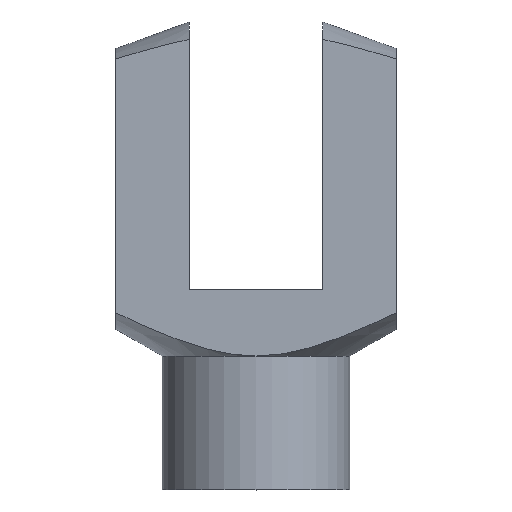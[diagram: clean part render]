
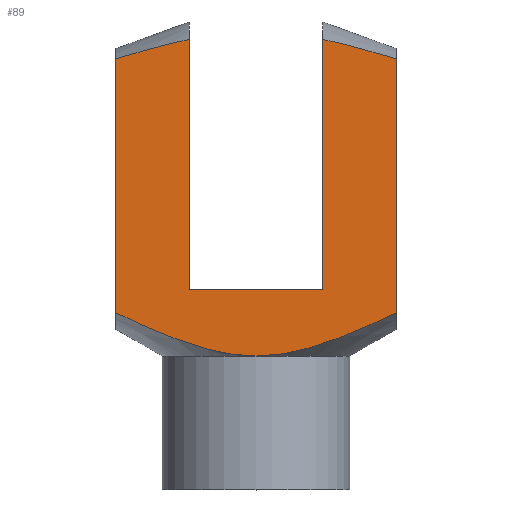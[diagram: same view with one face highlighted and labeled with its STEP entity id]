
A CAD part, top view. The second image highlights one B-rep face of the part: STEP entity #89.
In plain terms, the highlighted planar face has unit normal (0, 0, 1).
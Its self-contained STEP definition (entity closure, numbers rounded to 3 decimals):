
#89 = ADVANCED_FACE( '', ( #131 ), #132, .T. );
#131 = FACE_OUTER_BOUND( '', #176, .T. );
#132 = PLANE( '', #177 );
#176 = EDGE_LOOP( '', ( #279, #280, #281, #282, #283, #284, #285, #286, #287 ) );
#177 = AXIS2_PLACEMENT_3D( '', #288, #289, #290 );
#279 = ORIENTED_EDGE( '', *, *, #306, .T. );
#280 = ORIENTED_EDGE( '', *, *, #339, .T. );
#281 = ORIENTED_EDGE( '', *, *, #340, .F. );
#282 = ORIENTED_EDGE( '', *, *, #327, .T. );
#283 = ORIENTED_EDGE( '', *, *, #335, .F. );
#284 = ORIENTED_EDGE( '', *, *, #332, .F. );
#285 = ORIENTED_EDGE( '', *, *, #337, .F. );
#286 = ORIENTED_EDGE( '', *, *, #324, .T. );
#287 = ORIENTED_EDGE( '', *, *, #319, .F. );
#288 = CARTESIAN_POINT( '', ( 47., 30., 21. ) );
#289 = DIRECTION( '', ( 0., 0., 1. ) );
#290 = DIRECTION( '', ( 1., 0., 0. ) );
#306 = EDGE_CURVE( '', #342, #343, #344, .T. );
#319 = EDGE_CURVE( '', #342, #367, #368, .T. );
#324 = EDGE_CURVE( '', #375, #367, #376, .T. );
#327 = EDGE_CURVE( '', #380, #378, #381, .T. );
#332 = EDGE_CURVE( '', #387, #389, #390, .T. );
#335 = EDGE_CURVE( '', #389, #378, #394, .T. );
#337 = EDGE_CURVE( '', #375, #387, #397, .T. );
#339 = EDGE_CURVE( '', #343, #400, #401, .T. );
#340 = EDGE_CURVE( '', #380, #400, #402, .T. );
#342 = VERTEX_POINT( '', #404 );
#343 = VERTEX_POINT( '', #405 );
#344 = B_SPLINE_CURVE_WITH_KNOTS( '', 3, ( #406, #407, #408, #409, #410, #411, #412, #413, #414, #415, #416, #417 ), .UNSPECIFIED., .F., .F., ( 4, 2, 2, 2, 2, 4 ), ( 0.031, 0.04, 0.048, 0.056, 0.061, 0.065 ), .UNSPECIFIED. );
#367 = VERTEX_POINT( '', #492 );
#368 = LINE( '', #493, #494 );
#375 = VERTEX_POINT( '', #514 );
#376 = B_SPLINE_CURVE_WITH_KNOTS( '', 3, ( #515, #516, #517, #518, #519, #520 ), .UNSPECIFIED., .F., .F., ( 4, 2, 4 ), ( 0.016, 0.024, 0.033 ), .UNSPECIFIED. );
#378 = VERTEX_POINT( '', #543 );
#380 = VERTEX_POINT( '', #566 );
#381 = B_SPLINE_CURVE_WITH_KNOTS( '', 3, ( #567, #568, #569, #570, #571, #572, #573, #574 ), .UNSPECIFIED., .F., .F., ( 4, 2, 2, 4 ), ( 0.014, 0.023, 0.027, 0.031 ), .UNSPECIFIED. );
#387 = VERTEX_POINT( '', #591 );
#389 = VERTEX_POINT( '', #594 );
#390 = LINE( '', #595, #596 );
#394 = LINE( '', #601, #602 );
#397 = LINE( '', #605, #606 );
#400 = VERTEX_POINT( '', #609 );
#401 = B_SPLINE_CURVE_WITH_KNOTS( '', 3, ( #610, #611, #612, #613, #614, #615, #616, #617, #618, #619, #620, #621 ), .UNSPECIFIED., .F., .F., ( 4, 2, 2, 2, 2, 4 ), ( 0.065, 0.069, 0.073, 0.081, 0.09, 0.098 ), .UNSPECIFIED. );
#402 = LINE( '', #622, #623 );
#404 = CARTESIAN_POINT( '', ( -31.5, 39.733, 21. ) );
#405 = CARTESIAN_POINT( '', ( 0., 30., 21. ) );
#406 = CARTESIAN_POINT( '', ( -31.5, 39.733, 21. ) );
#407 = CARTESIAN_POINT( '', ( -28.999, 38.532, 21. ) );
#408 = CARTESIAN_POINT( '', ( -26.479, 37.363, 21. ) );
#409 = CARTESIAN_POINT( '', ( -21.392, 35.156, 21. ) );
#410 = CARTESIAN_POINT( '', ( -18.826, 34.115, 21. ) );
#411 = CARTESIAN_POINT( '', ( -13.609, 32.274, 21. ) );
#412 = CARTESIAN_POINT( '', ( -10.958, 31.472, 21. ) );
#413 = CARTESIAN_POINT( '', ( -6.861, 30.609, 21. ) );
#414 = CARTESIAN_POINT( '', ( -5.489, 30.383, 21. ) );
#415 = CARTESIAN_POINT( '', ( -2.747, 30.079, 21. ) );
#416 = CARTESIAN_POINT( '', ( -1.375, 30., 21. ) );
#417 = CARTESIAN_POINT( '', ( 0., 30., 21. ) );
#492 = CARTESIAN_POINT( '', ( -31.5, 96.68, 21. ) );
#493 = CARTESIAN_POINT( '', ( -31.5, 30., 21. ) );
#494 = VECTOR( '', #651, 1000. );
#514 = CARTESIAN_POINT( '', ( -15., 101.067, 21. ) );
#515 = CARTESIAN_POINT( '', ( -15., 101.067, 21. ) );
#516 = CARTESIAN_POINT( '', ( -17.777, 100.479, 21. ) );
#517 = CARTESIAN_POINT( '', ( -20.541, 99.789, 21. ) );
#518 = CARTESIAN_POINT( '', ( -26.04, 98.302, 21. ) );
#519 = CARTESIAN_POINT( '', ( -28.775, 97.506, 21. ) );
#520 = CARTESIAN_POINT( '', ( -31.5, 96.68, 21. ) );
#543 = CARTESIAN_POINT( '', ( 15., 101.067, 21. ) );
#566 = CARTESIAN_POINT( '', ( 31.5, 96.68, 21. ) );
#567 = CARTESIAN_POINT( '', ( 31.5, 96.68, 21. ) );
#568 = CARTESIAN_POINT( '', ( 28.777, 97.505, 21. ) );
#569 = CARTESIAN_POINT( '', ( 26.044, 98.301, 21. ) );
#570 = CARTESIAN_POINT( '', ( 21.923, 99.415, 21. ) );
#571 = CARTESIAN_POINT( '', ( 20.545, 99.773, 21. ) );
#572 = CARTESIAN_POINT( '', ( 17.778, 100.452, 21. ) );
#573 = CARTESIAN_POINT( '', ( 16.389, 100.773, 21. ) );
#574 = CARTESIAN_POINT( '', ( 15., 101.067, 21. ) );
#591 = CARTESIAN_POINT( '', ( -15., 45., 21. ) );
#594 = CARTESIAN_POINT( '', ( 15., 45., 21. ) );
#595 = CARTESIAN_POINT( '', ( -15., 45., 21. ) );
#596 = VECTOR( '', #668, 1000. );
#601 = CARTESIAN_POINT( '', ( 15., 45., 21. ) );
#602 = VECTOR( '', #673, 1000. );
#605 = CARTESIAN_POINT( '', ( -15., 110., 21. ) );
#606 = VECTOR( '', #677, 1000. );
#609 = CARTESIAN_POINT( '', ( 31.5, 39.733, 21. ) );
#610 = CARTESIAN_POINT( '', ( 0., 30., 21. ) );
#611 = CARTESIAN_POINT( '', ( 1.381, 30., 21. ) );
#612 = CARTESIAN_POINT( '', ( 2.764, 30.079, 21. ) );
#613 = CARTESIAN_POINT( '', ( 5.534, 30.389, 21. ) );
#614 = CARTESIAN_POINT( '', ( 6.926, 30.621, 21. ) );
#615 = CARTESIAN_POINT( '', ( 11.017, 31.489, 21. ) );
#616 = CARTESIAN_POINT( '', ( 13.661, 32.291, 21. ) );
#617 = CARTESIAN_POINT( '', ( 18.864, 34.13, 21. ) );
#618 = CARTESIAN_POINT( '', ( 21.421, 35.168, 21. ) );
#619 = CARTESIAN_POINT( '', ( 26.491, 37.369, 21. ) );
#620 = CARTESIAN_POINT( '', ( 29.002, 38.533, 21. ) );
#621 = CARTESIAN_POINT( '', ( 31.5, 39.733, 21. ) );
#622 = CARTESIAN_POINT( '', ( 31.5, 110., 21. ) );
#623 = VECTOR( '', #681, 1000. );
#651 = DIRECTION( '', ( 0., 1., 0. ) );
#668 = DIRECTION( '', ( 1., 0., 0. ) );
#673 = DIRECTION( '', ( 0., 1., 0. ) );
#677 = DIRECTION( '', ( 0., -1., 0. ) );
#681 = DIRECTION( '', ( 0., -1., 0. ) );
